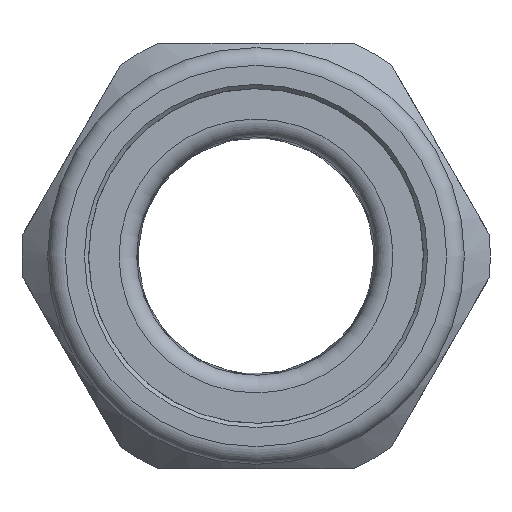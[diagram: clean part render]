
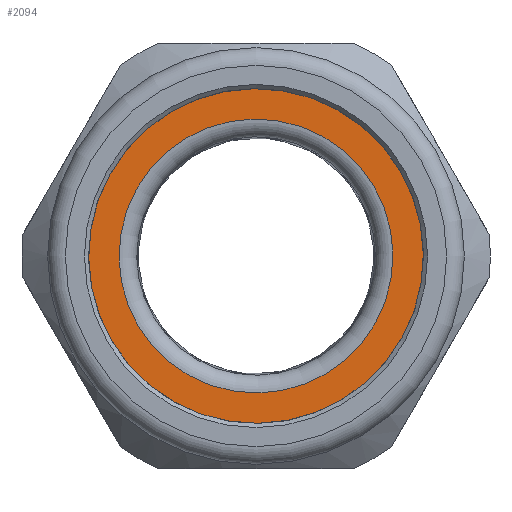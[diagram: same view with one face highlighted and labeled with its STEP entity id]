
A CAD part, left-side view. The second image highlights one B-rep face of the part: STEP entity #2094.
In plain terms, the highlighted planar face has unit normal (-1, 0, 0).
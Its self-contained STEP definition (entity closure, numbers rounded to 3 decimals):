
#143 = CIRCLE ( 'NONE', #344, 9.434 ) ;
#344 = AXIS2_PLACEMENT_3D ( 'NONE', #885, #1312, #1085 ) ;
#485 = AXIS2_PLACEMENT_3D ( 'NONE', #809, #644, #2040 ) ;
#563 = EDGE_LOOP ( 'NONE', ( #1682 ) ) ;
#603 = VERTEX_POINT ( 'NONE', #2305 ) ;
#644 = DIRECTION ( 'NONE',  ( 1., 0., 0. ) ) ;
#798 = FACE_OUTER_BOUND ( 'NONE', #2556, .T. ) ;
#809 = CARTESIAN_POINT ( 'NONE',  ( -35.95, 8.104, -4.829 ) ) ;
#810 = AXIS2_PLACEMENT_3D ( 'NONE', #2514, #1290, #1111 ) ;
#837 = EDGE_CURVE ( 'NONE', #603, #603, #995, .T. ) ;
#885 = CARTESIAN_POINT ( 'NONE',  ( -35.95, 0., 0. ) ) ;
#927 = FACE_BOUND ( 'NONE', #563, .T. ) ;
#995 = CIRCLE ( 'NONE', #810, 7.722 ) ;
#1085 = DIRECTION ( 'NONE',  ( 0., -0.512, -0.859 ) ) ;
#1099 = CARTESIAN_POINT ( 'NONE',  ( -35.95, -4.829, -8.104 ) ) ;
#1111 = DIRECTION ( 'NONE',  ( 0., -0.512, -0.859 ) ) ;
#1290 = DIRECTION ( 'NONE',  ( 1., 0., 0. ) ) ;
#1312 = DIRECTION ( 'NONE',  ( 1., 0., 0. ) ) ;
#1599 = VERTEX_POINT ( 'NONE', #1099 ) ;
#1642 = EDGE_CURVE ( 'NONE', #1599, #1599, #143, .T. ) ;
#1682 = ORIENTED_EDGE ( 'NONE', *, *, #837, .T. ) ;
#1998 = ORIENTED_EDGE ( 'NONE', *, *, #1642, .F. ) ;
#2040 = DIRECTION ( 'NONE',  ( 0., -0.512, -0.859 ) ) ;
#2094 = ADVANCED_FACE ( 'NONE', ( #798, #927 ), #2461, .F. ) ;
#2305 = CARTESIAN_POINT ( 'NONE',  ( -35.95, -3.953, -6.634 ) ) ;
#2461 = PLANE ( 'NONE',  #485 ) ;
#2514 = CARTESIAN_POINT ( 'NONE',  ( -35.95, 0., 0. ) ) ;
#2556 = EDGE_LOOP ( 'NONE', ( #1998 ) ) ;
